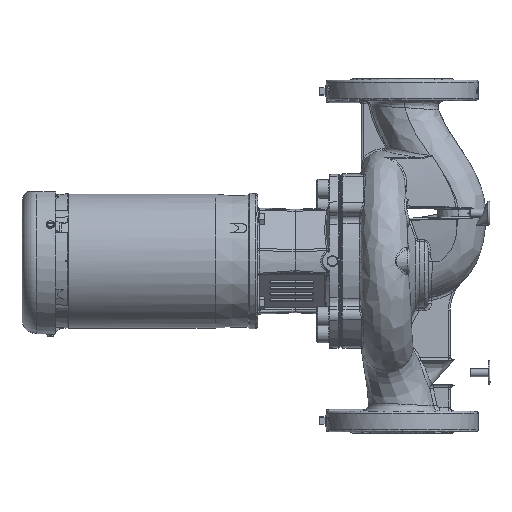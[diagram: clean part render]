
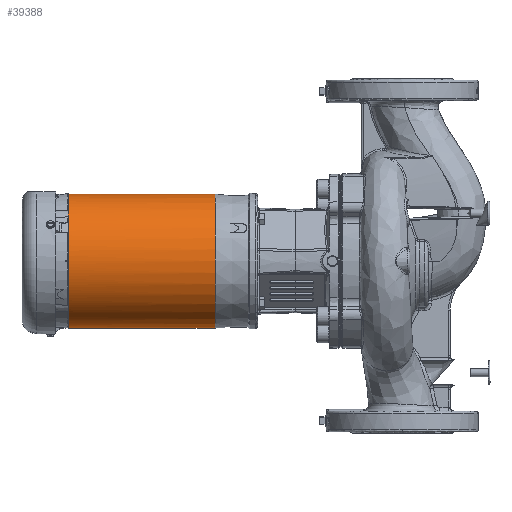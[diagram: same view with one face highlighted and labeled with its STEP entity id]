
A CAD part, left-side view. The second image highlights one B-rep face of the part: STEP entity #39388.
In plain terms, the highlighted cylindrical face has radius 83.972 mm (diameter 167.945 mm), a full revolution.
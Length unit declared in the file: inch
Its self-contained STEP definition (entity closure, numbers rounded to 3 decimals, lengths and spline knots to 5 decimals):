
#883=FACE_BOUND('',#12231,.T.);
#2207=CIRCLE('',#42594,3.306);
#2208=CIRCLE('',#42595,3.306);
#2209=CIRCLE('',#42597,3.306);
#2210=CIRCLE('',#42598,3.306);
#2211=CIRCLE('',#42599,3.306);
#2212=CIRCLE('',#42600,3.306);
#5113=LINE('',#141335,#7358);
#5114=LINE('',#141338,#7359);
#5115=LINE('',#141368,#7360);
#7358=VECTOR('',#50783,3.306);
#7359=VECTOR('',#50784,39.37008);
#7360=VECTOR('',#50787,39.37008);
#8166=CYLINDRICAL_SURFACE('',#42596,3.306);
#10025=FACE_OUTER_BOUND('',#12230,.T.);
#12230=EDGE_LOOP('',(#33500,#33501,#33502,#33503,#33504,#33505));
#12231=EDGE_LOOP('',(#33506,#33507,#33508,#33509,#33510,#33511,#33512,#33513));
#13807=B_SPLINE_CURVE_WITH_KNOTS('',3,(#141340,#141341,#141342,#141343,
#141344,#141345,#141346,#141347,#141348,#141349,#141350,#141351),
 .UNSPECIFIED.,.F.,.F.,(4,2,2,2,2,4),(0.,0.25029,
0.49899,0.74666,0.87199,0.99737),
 .UNSPECIFIED.);
#13808=B_SPLINE_CURVE_WITH_KNOTS('',3,(#141355,#141356,#141357,#141358,
#141359,#141360,#141361,#141362,#141363,#141364,#141365,#141366),
 .UNSPECIFIED.,.F.,.F.,(4,2,2,2,2,4),(0.,0.12491,
0.24976,0.49657,0.7444,0.9939),
 .UNSPECIFIED.);
#13809=B_SPLINE_CURVE_WITH_KNOTS('',3,(#141370,#141371,#141372,#141373,
#141374,#141375,#141376,#141377,#141378,#141379,#141380,#141381),
 .UNSPECIFIED.,.F.,.F.,(4,2,2,2,2,4),(0.,0.25029,
0.49899,0.74666,0.87199,0.99737),
 .UNSPECIFIED.);
#13810=B_SPLINE_CURVE_WITH_KNOTS('',3,(#141384,#141385,#141386,#141387,
#141388,#141389,#141390,#141391,#141392,#141393,#141394,#141395),
 .UNSPECIFIED.,.F.,.F.,(4,2,2,2,2,4),(0.,0.12491,
0.24976,0.49657,0.7444,0.9939),
 .UNSPECIFIED.);
#17576=VERTEX_POINT('',#141326);
#17577=VERTEX_POINT('',#141327);
#17578=VERTEX_POINT('',#141331);
#17579=VERTEX_POINT('',#141332);
#17580=VERTEX_POINT('',#141336);
#17581=VERTEX_POINT('',#141337);
#17582=VERTEX_POINT('',#141339);
#17583=VERTEX_POINT('',#141352);
#17584=VERTEX_POINT('',#141354);
#17585=VERTEX_POINT('',#141367);
#17586=VERTEX_POINT('',#141369);
#17587=VERTEX_POINT('',#141382);
#23229=EDGE_CURVE('',#17576,#17577,#2207,.T.);
#23230=EDGE_CURVE('',#17577,#17576,#2208,.T.);
#23231=EDGE_CURVE('',#17578,#17579,#2209,.T.);
#23232=EDGE_CURVE('',#17579,#17578,#2210,.T.);
#23233=EDGE_CURVE('',#17579,#17577,#5113,.T.);
#23234=EDGE_CURVE('',#17580,#17581,#5114,.T.);
#23235=EDGE_CURVE('',#17580,#17582,#13807,.T.);
#23236=EDGE_CURVE('',#17582,#17583,#2211,.T.);
#23237=EDGE_CURVE('',#17583,#17584,#13808,.T.);
#23238=EDGE_CURVE('',#17585,#17584,#5115,.T.);
#23239=EDGE_CURVE('',#17585,#17586,#13809,.T.);
#23240=EDGE_CURVE('',#17587,#17586,#2212,.T.);
#23241=EDGE_CURVE('',#17587,#17581,#13810,.T.);
#33500=ORIENTED_EDGE('',*,*,#23231,.F.);
#33501=ORIENTED_EDGE('',*,*,#23232,.F.);
#33502=ORIENTED_EDGE('',*,*,#23233,.T.);
#33503=ORIENTED_EDGE('',*,*,#23230,.T.);
#33504=ORIENTED_EDGE('',*,*,#23229,.T.);
#33505=ORIENTED_EDGE('',*,*,#23233,.F.);
#33506=ORIENTED_EDGE('',*,*,#23234,.F.);
#33507=ORIENTED_EDGE('',*,*,#23235,.T.);
#33508=ORIENTED_EDGE('',*,*,#23236,.T.);
#33509=ORIENTED_EDGE('',*,*,#23237,.T.);
#33510=ORIENTED_EDGE('',*,*,#23238,.F.);
#33511=ORIENTED_EDGE('',*,*,#23239,.T.);
#33512=ORIENTED_EDGE('',*,*,#23240,.F.);
#33513=ORIENTED_EDGE('',*,*,#23241,.T.);
#39388=ADVANCED_FACE('',(#10025,#883),#8166,.T.);
#42594=AXIS2_PLACEMENT_3D('',#141328,#50773,#50774);
#42595=AXIS2_PLACEMENT_3D('',#141329,#50775,#50776);
#42596=AXIS2_PLACEMENT_3D('',#141330,#50777,#50778);
#42597=AXIS2_PLACEMENT_3D('',#141333,#50779,#50780);
#42598=AXIS2_PLACEMENT_3D('',#141334,#50781,#50782);
#42599=AXIS2_PLACEMENT_3D('',#141353,#50785,#50786);
#42600=AXIS2_PLACEMENT_3D('',#141383,#50788,#50789);
#50773=DIRECTION('center_axis',(0.,1.,0.));
#50774=DIRECTION('ref_axis',(1.,0.,0.));
#50775=DIRECTION('center_axis',(0.,1.,0.));
#50776=DIRECTION('ref_axis',(1.,0.,0.));
#50777=DIRECTION('center_axis',(0.,1.,0.));
#50778=DIRECTION('ref_axis',(1.,0.,0.));
#50779=DIRECTION('center_axis',(0.,1.,0.));
#50780=DIRECTION('ref_axis',(1.,0.,0.));
#50781=DIRECTION('center_axis',(0.,1.,0.));
#50782=DIRECTION('ref_axis',(1.,0.,0.));
#50783=DIRECTION('',(0.,-1.,0.));
#50784=DIRECTION('',(0.,-1.,0.));
#50785=DIRECTION('center_axis',(0.,1.,0.));
#50786=DIRECTION('ref_axis',(0.,0.,
1.));
#50787=DIRECTION('',(0.,1.,0.));
#50788=DIRECTION('center_axis',(0.,1.,0.));
#50789=DIRECTION('ref_axis',(0.,0.,
1.));
#141326=CARTESIAN_POINT('',(3.306,6.19193,0.));
#141327=CARTESIAN_POINT('',(-3.306,6.19193,0.));
#141328=CARTESIAN_POINT('Origin',(0.,6.19193,
0.));
#141329=CARTESIAN_POINT('Origin',(0.,6.19193,
0.));
#141330=CARTESIAN_POINT('Origin',(0.,6.16093,
0.));
#141331=CARTESIAN_POINT('',(3.306,13.44193,0.));
#141332=CARTESIAN_POINT('',(-3.306,13.44193,0.));
#141333=CARTESIAN_POINT('Origin',(0.,13.44193,
0.));
#141334=CARTESIAN_POINT('Origin',(0.,13.44193,
0.));
#141335=CARTESIAN_POINT('',(-3.306,6.16093,0.));
#141336=CARTESIAN_POINT('',(2.73083,13.09693,1.86339));
#141337=CARTESIAN_POINT('',(2.73083,10.84693,1.86339));
#141338=CARTESIAN_POINT('',(2.73083,6.16093,1.86339));
#141339=CARTESIAN_POINT('',(2.86264,13.34693,1.65376));
#141340=CARTESIAN_POINT('Ctrl Pts',(2.73083,13.09693,1.86339));
#141341=CARTESIAN_POINT('Ctrl Pts',(2.73083,13.12978,1.86339));
#141342=CARTESIAN_POINT('Ctrl Pts',(2.73446,13.16226,1.8581));
#141343=CARTESIAN_POINT('Ctrl Pts',(2.74834,13.22278,1.83751));
#141344=CARTESIAN_POINT('Ctrl Pts',(2.75838,13.25012,1.8225));
#141345=CARTESIAN_POINT('Ctrl Pts',(2.78324,13.29634,1.78431));
#141346=CARTESIAN_POINT('Ctrl Pts',(2.79777,13.31475,1.76153));
#141347=CARTESIAN_POINT('Ctrl Pts',(2.82141,13.33383,1.72322));
#141348=CARTESIAN_POINT('Ctrl Pts',(2.8296,13.33873,1.70975));
#141349=CARTESIAN_POINT('Ctrl Pts',(2.84612,13.34529,1.68211));
#141350=CARTESIAN_POINT('Ctrl Pts',(2.85444,13.34693,1.66796));
#141351=CARTESIAN_POINT('Ctrl Pts',(2.86264,13.34693,1.65376));
#141352=CARTESIAN_POINT('',(2.86264,13.34693,-1.65376));
#141353=CARTESIAN_POINT('Origin',(0.,13.34693,
0.));
#141354=CARTESIAN_POINT('',(2.73083,13.09693,-1.86339));
#141355=CARTESIAN_POINT('Ctrl Pts',(2.86264,13.34693,-1.65376));
#141356=CARTESIAN_POINT('Ctrl Pts',(2.85444,13.34693,-1.66796));
#141357=CARTESIAN_POINT('Ctrl Pts',(2.84613,13.34529,-1.6821));
#141358=CARTESIAN_POINT('Ctrl Pts',(2.82961,13.33874,-1.70974));
#141359=CARTESIAN_POINT('Ctrl Pts',(2.82143,13.33384,-1.7232));
#141360=CARTESIAN_POINT('Ctrl Pts',(2.79779,13.31477,-1.76151));
#141361=CARTESIAN_POINT('Ctrl Pts',(2.78325,13.29636,-1.78429));
#141362=CARTESIAN_POINT('Ctrl Pts',(2.75839,13.25014,-1.82249));
#141363=CARTESIAN_POINT('Ctrl Pts',(2.74834,13.22281,-1.8375));
#141364=CARTESIAN_POINT('Ctrl Pts',(2.73446,13.16228,-1.8581));
#141365=CARTESIAN_POINT('Ctrl Pts',(2.73083,13.12979,-1.86339));
#141366=CARTESIAN_POINT('Ctrl Pts',(2.73083,13.09693,-1.86339));
#141367=CARTESIAN_POINT('',(2.73083,10.84693,-1.86339));
#141368=CARTESIAN_POINT('',(2.73083,6.16093,-1.86339));
#141369=CARTESIAN_POINT('',(2.86264,10.59693,-1.65376));
#141370=CARTESIAN_POINT('Ctrl Pts',(2.73083,10.84693,-1.86339));
#141371=CARTESIAN_POINT('Ctrl Pts',(2.73083,10.81408,-1.86339));
#141372=CARTESIAN_POINT('Ctrl Pts',(2.73446,10.7816,-1.8581));
#141373=CARTESIAN_POINT('Ctrl Pts',(2.74834,10.72108,-1.83751));
#141374=CARTESIAN_POINT('Ctrl Pts',(2.75838,10.69374,-1.8225));
#141375=CARTESIAN_POINT('Ctrl Pts',(2.78324,10.64752,-1.78431));
#141376=CARTESIAN_POINT('Ctrl Pts',(2.79777,10.6291,-1.76153));
#141377=CARTESIAN_POINT('Ctrl Pts',(2.82141,10.61003,-1.72322));
#141378=CARTESIAN_POINT('Ctrl Pts',(2.8296,10.60513,-1.70975));
#141379=CARTESIAN_POINT('Ctrl Pts',(2.84612,10.59857,-1.68211));
#141380=CARTESIAN_POINT('Ctrl Pts',(2.85444,10.59693,-1.66796));
#141381=CARTESIAN_POINT('Ctrl Pts',(2.86264,10.59693,-1.65376));
#141382=CARTESIAN_POINT('',(2.86264,10.59693,1.65376));
#141383=CARTESIAN_POINT('Origin',(0.,10.59693,
0.));
#141384=CARTESIAN_POINT('Ctrl Pts',(2.86264,10.59693,1.65376));
#141385=CARTESIAN_POINT('Ctrl Pts',(2.85444,10.59693,1.66796));
#141386=CARTESIAN_POINT('Ctrl Pts',(2.84613,10.59857,1.6821));
#141387=CARTESIAN_POINT('Ctrl Pts',(2.82961,10.60512,1.70974));
#141388=CARTESIAN_POINT('Ctrl Pts',(2.82143,10.61002,1.7232));
#141389=CARTESIAN_POINT('Ctrl Pts',(2.79779,10.62909,1.76151));
#141390=CARTESIAN_POINT('Ctrl Pts',(2.78325,10.6475,1.78429));
#141391=CARTESIAN_POINT('Ctrl Pts',(2.75839,10.69372,1.82249));
#141392=CARTESIAN_POINT('Ctrl Pts',(2.74834,10.72105,1.8375));
#141393=CARTESIAN_POINT('Ctrl Pts',(2.73446,10.78158,1.8581));
#141394=CARTESIAN_POINT('Ctrl Pts',(2.73083,10.81407,1.86339));
#141395=CARTESIAN_POINT('Ctrl Pts',(2.73083,10.84693,1.86339));
